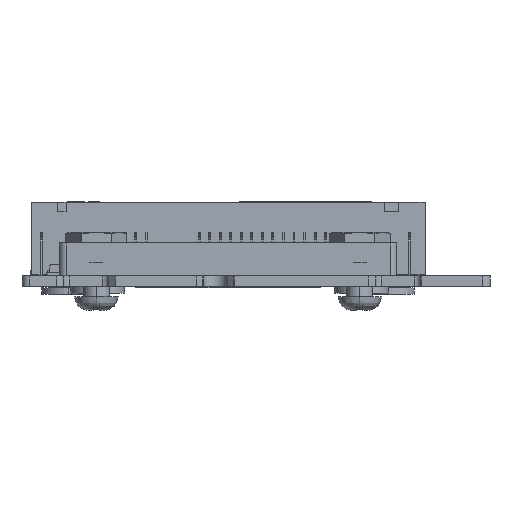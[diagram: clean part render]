
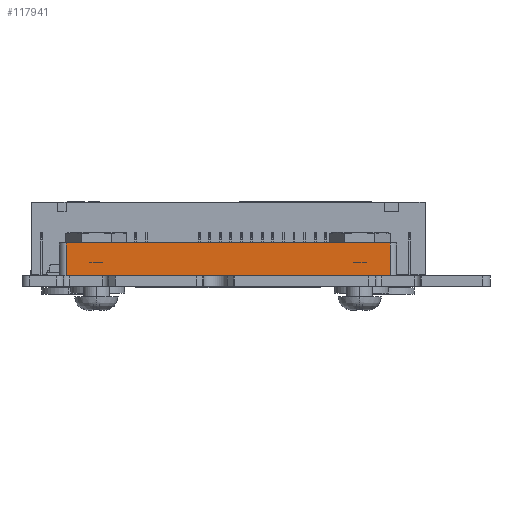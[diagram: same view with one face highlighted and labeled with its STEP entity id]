
A CAD part, front view. The second image highlights one B-rep face of the part: STEP entity #117941.
In plain terms, the highlighted face is planar.
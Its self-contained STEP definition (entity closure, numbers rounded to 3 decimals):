
#117677 = VERTEX_POINT('',#117678);
#117678 = CARTESIAN_POINT('',(-25.1,2.5,0.));
#117685 = EDGE_CURVE('',#117677,#117686,#117688,.T.);
#117686 = VERTEX_POINT('',#117687);
#117687 = CARTESIAN_POINT('',(-0.5,2.5,0.));
#117688 = LINE('',#117689,#117690);
#117689 = CARTESIAN_POINT('',(0.,2.5,0.));
#117690 = VECTOR('',#117691,1.);
#117691 = DIRECTION('',(1.,0.,0.));
#117808 = VERTEX_POINT('',#117809);
#117809 = CARTESIAN_POINT('',(-0.5,0.,0.));
#117816 = EDGE_CURVE('',#117817,#117808,#117819,.T.);
#117817 = VERTEX_POINT('',#117818);
#117818 = CARTESIAN_POINT('',(-25.1,0.,0.));
#117819 = LINE('',#117820,#117821);
#117820 = CARTESIAN_POINT('',(0.,0.,0.));
#117821 = VECTOR('',#117822,1.);
#117822 = DIRECTION('',(1.,0.,0.));
#117941 = ADVANCED_FACE('',(#117942),#117958,.F.);
#117942 = FACE_BOUND('',#117943,.T.);
#117943 = EDGE_LOOP('',(#117944,#117945,#117951,#117952));
#117944 = ORIENTED_EDGE('',*,*,#117816,.T.);
#117945 = ORIENTED_EDGE('',*,*,#117946,.T.);
#117946 = EDGE_CURVE('',#117808,#117686,#117947,.T.);
#117947 = LINE('',#117948,#117949);
#117948 = CARTESIAN_POINT('',(-0.5,2.5,0.));
#117949 = VECTOR('',#117950,1.);
#117950 = DIRECTION('',(0.,1.,0.));
#117951 = ORIENTED_EDGE('',*,*,#117685,.F.);
#117952 = ORIENTED_EDGE('',*,*,#117953,.T.);
#117953 = EDGE_CURVE('',#117677,#117817,#117954,.T.);
#117954 = LINE('',#117955,#117956);
#117955 = CARTESIAN_POINT('',(-25.1,2.5,0.));
#117956 = VECTOR('',#117957,1.);
#117957 = DIRECTION('',(0.,-1.,0.));
#117958 = PLANE('',#117959);
#117959 = AXIS2_PLACEMENT_3D('',#117960,#117961,#117962);
#117960 = CARTESIAN_POINT('',(0.,2.5,0.));
#117961 = DIRECTION('',(0.,0.,-1.));
#117962 = DIRECTION('',(-1.,0.,0.));
